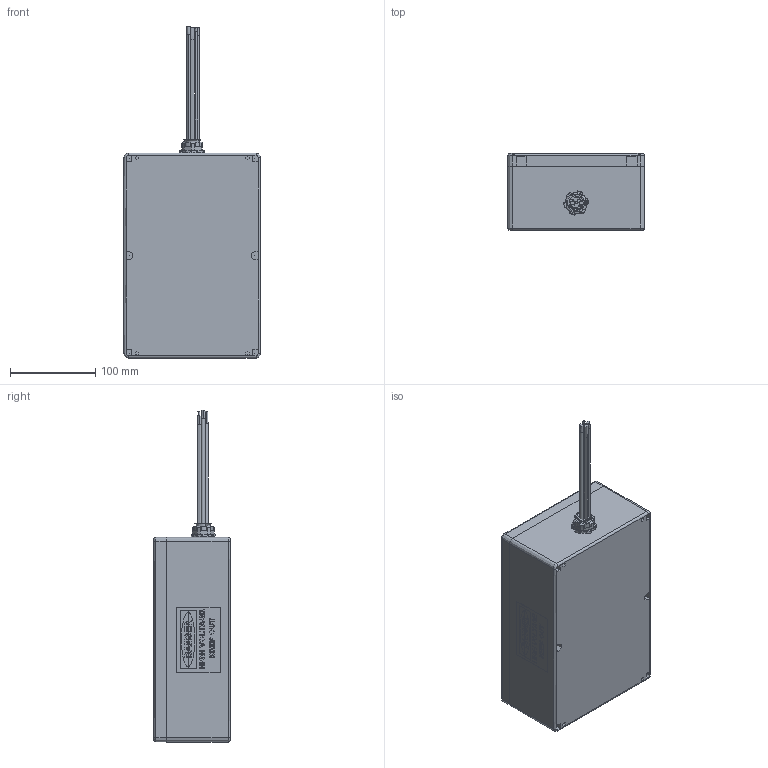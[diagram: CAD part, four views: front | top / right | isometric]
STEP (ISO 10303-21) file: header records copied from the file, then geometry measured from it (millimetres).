
FILE_DESCRIPTION (( 'STEP AP214' ), '1' );
FILE_NAME ('B70-00-7003-E.STEP', '2019-01-28T18:26:47', ( '' ), ( '' ), 'SwSTEP 2.0', 'SolidWorks 2018', '' );
FILE_SCHEMA (( 'AUTOMOTIVE_DESIGN' ));
Length unit declared in the file: inch
Products named in the file (65): 687-000-038 BENT TERMINAL; B70-00-7003-WOP; B70-24-7005^B70-00-7003-WOP; Cable^3320-1535 SP 200 SPLIT PHASE; Cable^3320-1537 SP200 BLUE WIRE SPLIT PHASE; 299-300-021; 313-000-100; 270-000-294; 3320-1533 SP200 WHITE WIRE SPLIT PHASE; Cable^3320-1532 SP 200 SPLIT PHASE; Cable^3320-1768____; 313-000-107; B70-24-7000^B70-00-7003; 313-000-099; 687-300-012; 3320-1535 SP 200 SPLIT PHASE; B70-24-7005^B70-00-7003; 3320-1537 SP200 BLUE WIRE SPLIT PHASE; COVER SCREWS 299-000-265-266-275-276 FOR ENCLOSURE SUPPLIED WITH ENCLOSURE; Cable_1^3320-1534 SP200 GREEN WIRE SPLIT PHASE; 3320-1768____; 299-000-276; B70-00-7003-E; Cable_1^3320-1533 SP200 WHITE WIRE SPLIT PHASE; 3320-1534 SP200 GREEN WIRE SPLIT PHASE; 687-000-038 BENT TERMINAL_BENT 10 DEG; 687-000-038; 687-000-038 BENT TERMINAL_BENT 20 DEG; 299-000-276 COVER FOR ENCLOSURE; B70-24-7000^B70-00-7003-WOP; Cable^3320-1536 SP 200 SPLIT PHASE; COVER SCREWS 299-000-265-266-275-276 FOR ENCLOSURE SUPPLIED WITH ENCLOSURE_92000A228; B70-20-0010-1; 3320-1532 SP 200 SPLIT PHASE; 3320-1536 SP 200 SPLIT PHASE
Assembly tree (44 placements, depth 5):
  687-000-038 BENT TERMINAL
  B70-24-7005^B70-00-7003-WOP
  313-000-100
  270-000-294
  B70-24-7005^B70-00-7003-WOP
Bounding box: 160.27 x 89.94 x 388.94 mm (x, y, z)
Volume: 557787.5 mm3; surface area: 376974.3 mm2
Topology: 65 solids, 65 shells, 2898 faces, 7802 edges, 5085 vertices
Faces by surface type: cylinder 1560, plane 905, bspline 193, cone 140, torus 72, sphere 28
Entity records: 95564 total; most frequent: CARTESIAN_POINT 37884, ORIENTED_EDGE 9062, DIRECTION 8448, EDGE_CURVE 4531, AXIS2_PLACEMENT_3D 3035, VERTEX_POINT 2928, LINE 2378, VECTOR 2378
